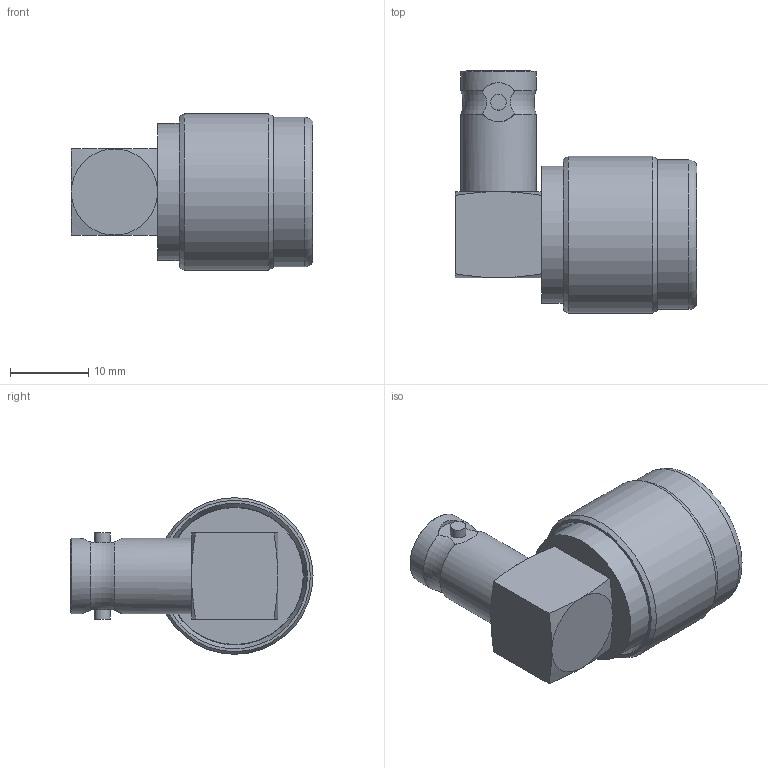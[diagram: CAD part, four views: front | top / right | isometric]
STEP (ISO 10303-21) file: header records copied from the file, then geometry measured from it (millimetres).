
FILE_DESCRIPTION (( 'STEP AP214' ), '1' );
FILE_NAME ('AXA-BFNM90.STEP', '2018-01-05T15:42:35', ( '' ), ( '' ), 'SwSTEP 2.0', 'SolidWorks 2014', '' );
FILE_SCHEMA (( 'AUTOMOTIVE_DESIGN' ));
Length unit declared in the file: millimetre
Products named in the file (1): AXA-BFNM90
Bounding box: 30.8 x 30.9 x 20 mm (x, y, z)
Volume: 6015.8 mm3; surface area: 5180.4 mm2
Topology: 1 solids, 2 shells, 140 faces, 313 edges, 192 vertices
Faces by surface type: plane 58, cone 48, cylinder 29, torus 4, sphere 1
Full cylindrical faces by diameter (mm): 1.4 x1, 1.65 x1, 2 x2, 2.1 x1, 2.2 x1, 3 x2, 3.2 x1, 4.5 x1, 5.5 x1, 7 x1, 7.9 x1, 8.1 x1, 8.35 x1, 9.6 x2, 15 x1, 16 x1, 16.3 x1, 17.5 x2, 17.6 x1, 19.1 x1, 20 x1
Entity records: 4222 total; most frequent: CARTESIAN_POINT 955, DIRECTION 596, ORIENTED_EDGE 494, AXIS2_PLACEMENT_3D 272, EDGE_CURVE 247, EDGE_LOOP 210, VERTEX_POINT 179, FACE_OUTER_BOUND 167
